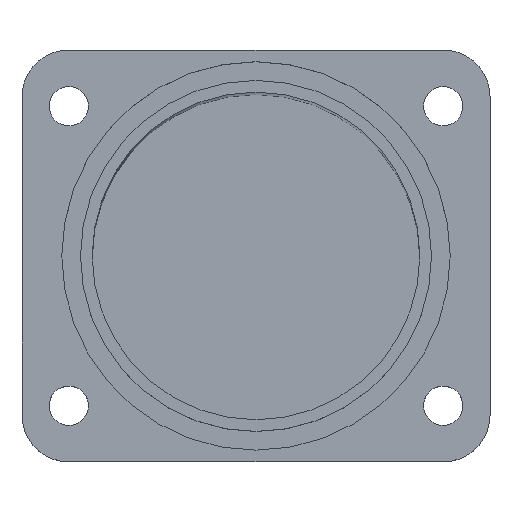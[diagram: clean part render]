
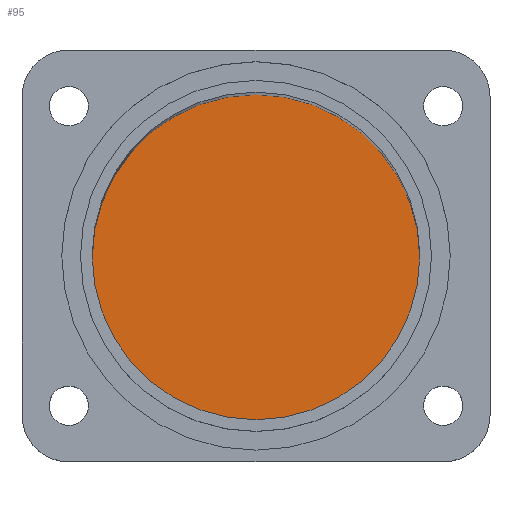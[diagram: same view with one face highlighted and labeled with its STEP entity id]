
A CAD part, top view. The second image highlights one B-rep face of the part: STEP entity #95.
In plain terms, the highlighted planar face has unit normal (0, 0, 1).
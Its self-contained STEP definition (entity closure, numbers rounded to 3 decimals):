
#95 = ADVANCED_FACE ( 'NONE', ( #487 ), #96, .T. ) ;
#96 = PLANE ( 'NONE',  #749 ) ;
#128 = DIRECTION ( 'NONE',  ( 1., 0., 0. ) ) ;
#156 = CARTESIAN_POINT ( 'NONE',  ( 0., 0., 0. ) ) ;
#254 = AXIS2_PLACEMENT_3D ( 'NONE', #156, #540, #693 ) ;
#292 = ORIENTED_EDGE ( 'NONE', *, *, #881, .T. ) ;
#362 = DIRECTION ( 'NONE',  ( 0., 0., 1. ) ) ;
#380 = EDGE_CURVE ( 'NONE', #392, #790, #933, .T. ) ;
#392 = VERTEX_POINT ( 'NONE', #841 ) ;
#394 = EDGE_LOOP ( 'NONE', ( #954, #292 ) ) ;
#487 = FACE_OUTER_BOUND ( 'NONE', #394, .T. ) ;
#508 = DIRECTION ( 'NONE',  ( 1., 0., 0. ) ) ;
#540 = DIRECTION ( 'NONE',  ( 0., 0., 1. ) ) ;
#647 = CARTESIAN_POINT ( 'NONE',  ( 0., 0., 0. ) ) ;
#664 = AXIS2_PLACEMENT_3D ( 'NONE', #898, #362, #128 ) ;
#693 = DIRECTION ( 'NONE',  ( 1., 0., 0. ) ) ;
#706 = CIRCLE ( 'NONE', #664, 17.5 ) ;
#749 = AXIS2_PLACEMENT_3D ( 'NONE', #647, #961, #508 ) ;
#790 = VERTEX_POINT ( 'NONE', #806 ) ;
#806 = CARTESIAN_POINT ( 'NONE',  ( 17.5, 0., 0. ) ) ;
#841 = CARTESIAN_POINT ( 'NONE',  ( -17.5, 0., 0. ) ) ;
#881 = EDGE_CURVE ( 'NONE', #790, #392, #706, .T. ) ;
#898 = CARTESIAN_POINT ( 'NONE',  ( 0., 0., 0. ) ) ;
#933 = CIRCLE ( 'NONE', #254, 17.5 ) ;
#954 = ORIENTED_EDGE ( 'NONE', *, *, #380, .T. ) ;
#961 = DIRECTION ( 'NONE',  ( 0., 0., 1. ) ) ;
